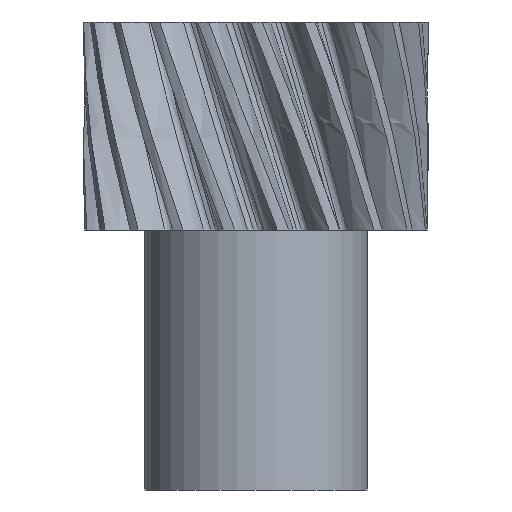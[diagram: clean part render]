
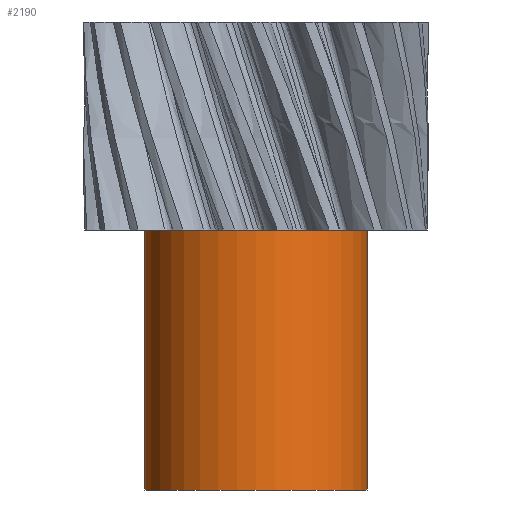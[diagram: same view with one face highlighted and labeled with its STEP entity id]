
A CAD part, front view. The second image highlights one B-rep face of the part: STEP entity #2190.
In plain terms, the highlighted cylindrical face has radius 15 mm (diameter 30 mm), a partial arc.
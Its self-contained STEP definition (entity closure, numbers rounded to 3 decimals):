
#92 = EDGE_CURVE ( 'NONE', #1958, #2014, #1089, .T. ) ;
#268 = ORIENTED_EDGE ( 'NONE', *, *, #381, .F. ) ;
#278 = ORIENTED_EDGE ( 'NONE', *, *, #1981, .T. ) ;
#381 = EDGE_CURVE ( 'NONE', #1959, #1977, #2637, .T. ) ;
#997 = DIRECTION ( 'NONE',  ( 0., 0., 1. ) ) ;
#998 = CARTESIAN_POINT ( 'NONE',  ( 0., 0., -35. ) ) ;
#1016 = AXIS2_PLACEMENT_3D ( 'NONE', #998, #997, #1044 ) ;
#1044 = DIRECTION ( 'NONE',  ( 1., 0., 0. ) ) ;
#1089 = CIRCLE ( 'NONE', #1016, 15. ) ;
#1944 = EDGE_CURVE ( 'NONE', #1958, #1959, #11433, .T. ) ;
#1958 = VERTEX_POINT ( 'NONE', #11458 ) ;
#1959 = VERTEX_POINT ( 'NONE', #11424 ) ;
#1977 = VERTEX_POINT ( 'NONE', #11459 ) ;
#1981 = EDGE_CURVE ( 'NONE', #2014, #1977, #11440, .T. ) ;
#2014 = VERTEX_POINT ( 'NONE', #11624 ) ;
#2056 = ORIENTED_EDGE ( 'NONE', *, *, #1944, .F. ) ;
#2127 = ORIENTED_EDGE ( 'NONE', *, *, #92, .T. ) ;
#2132 = EDGE_LOOP ( 'NONE', ( #2056, #2127, #278, #268 ) ) ;
#2190 = ADVANCED_FACE ( 'NONE', ( #11898 ), #11911, .T. ) ;
#2637 = CIRCLE ( 'NONE', #2664, 15. ) ;
#2661 = DIRECTION ( 'NONE',  ( 1., 0., 0. ) ) ;
#2662 = DIRECTION ( 'NONE',  ( 0., 0., 1. ) ) ;
#2663 = CARTESIAN_POINT ( 'NONE',  ( 0., 0., 0. ) ) ;
#2664 = AXIS2_PLACEMENT_3D ( 'NONE', #2663, #2662, #2661 ) ;
#11350 = DIRECTION ( 'NONE',  ( 0., 0., 1. ) ) ;
#11351 = VECTOR ( 'NONE', #11350, 1000. ) ;
#11352 = CARTESIAN_POINT ( 'NONE',  ( 15., 0., -35. ) ) ;
#11424 = CARTESIAN_POINT ( 'NONE',  ( -15., 0., 0. ) ) ;
#11430 = DIRECTION ( 'NONE',  ( 0., 0., 1. ) ) ;
#11431 = VECTOR ( 'NONE', #11430, 1000. ) ;
#11432 = CARTESIAN_POINT ( 'NONE',  ( -15., 0., -35. ) ) ;
#11433 = LINE ( 'NONE', #11432, #11431 ) ;
#11440 = LINE ( 'NONE', #11352, #11351 ) ;
#11458 = CARTESIAN_POINT ( 'NONE',  ( -15., 0., -35. ) ) ;
#11459 = CARTESIAN_POINT ( 'NONE',  ( 15., 0., 0. ) ) ;
#11624 = CARTESIAN_POINT ( 'NONE',  ( 15., 0., -35. ) ) ;
#11896 = AXIS2_PLACEMENT_3D ( 'NONE', #11913, #11912, #11920 ) ;
#11898 = FACE_OUTER_BOUND ( 'NONE', #2132, .T. ) ;
#11911 = CYLINDRICAL_SURFACE ( 'NONE', #11896, 15. ) ;
#11912 = DIRECTION ( 'NONE',  ( 0., 0., 1. ) ) ;
#11913 = CARTESIAN_POINT ( 'NONE',  ( 0., 0., -35. ) ) ;
#11920 = DIRECTION ( 'NONE',  ( 1., 0., 0. ) ) ;
